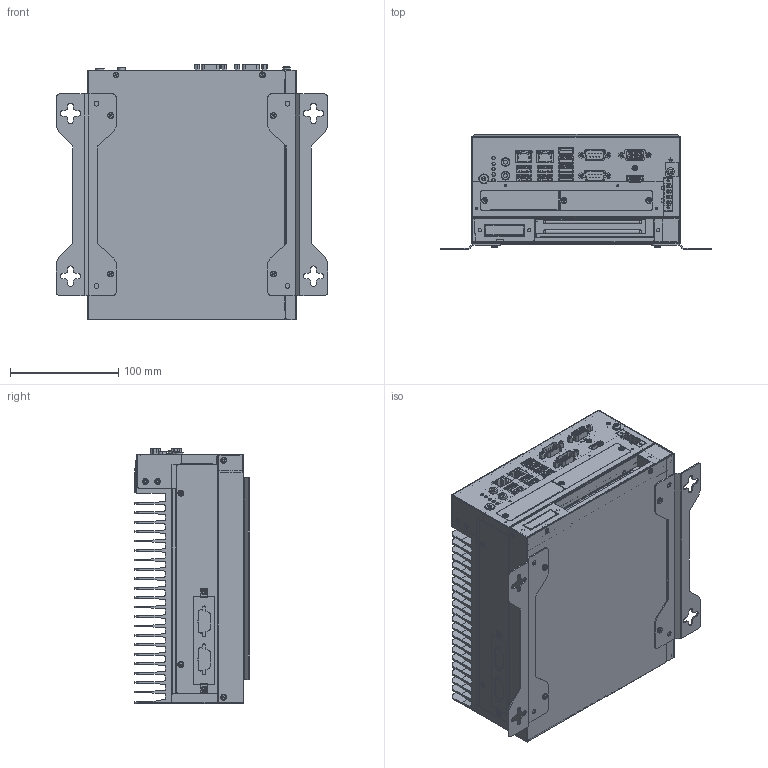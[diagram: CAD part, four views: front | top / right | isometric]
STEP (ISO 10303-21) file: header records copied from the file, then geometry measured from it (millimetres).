
FILE_DESCRIPTION (( 'STEP AP203' ), '1' );
FILE_NAME ('MIC-770V3_MIC-75M10-PART.STEP', '2023-02-08T08:48:57', ( '' ), ( '' ), 'SwSTEP 2.0', 'SolidWorks 2022', '' );
FILE_SCHEMA (( 'CONFIG_CONTROL_DESIGN' ));
Products named in the file (1): MIC-770V3_MIC-75M10-PART
Bounding box: 250 x 106.2 x 235.17 mm (x, y, z)
Volume: 3365737.4 mm3; surface area: 761225 mm2
Topology: 3 solids, 38 shells, 5463 faces, 15020 edges, 9755 vertices
Faces by surface type: plane 3716, cylinder 1372, cone 185, bspline 118, torus 64, sphere 8
Entity records: 191959 total; most frequent: CARTESIAN_POINT 55531, ORIENTED_EDGE 29872, DIRECTION 25563, EDGE_CURVE 14936, LINE 11127, VECTOR 11127, VERTEX_POINT 9755, AXIS2_PLACEMENT_3D 7218
